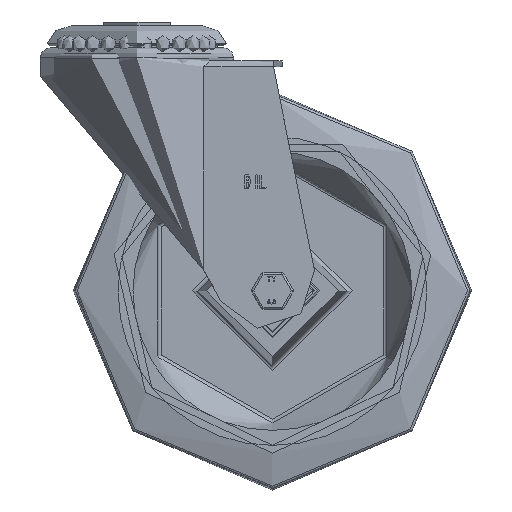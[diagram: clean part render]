
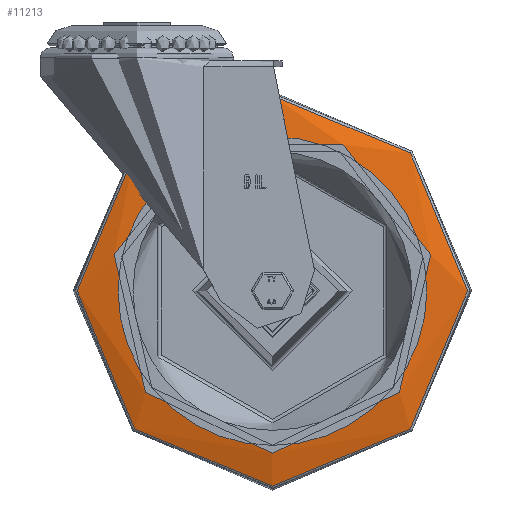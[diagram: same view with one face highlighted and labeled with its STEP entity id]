
A CAD part, front view. The second image highlights one B-rep face of the part: STEP entity #11213.
In plain terms, the highlighted conical face has half-angle 77.125 degrees and reference radius 89.726 mm.
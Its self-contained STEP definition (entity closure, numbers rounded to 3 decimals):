
#1891=FACE_OUTER_BOUND('',#2587,.T.);
#2587=EDGE_LOOP('',(#8266,#8267,#8268,#8269));
#3399=LINE('',#16911,#4115);
#4115=VECTOR('',#13546,89.726);
#4793=CIRCLE('',#12215,97.952);
#4794=CIRCLE('',#12217,81.5);
#5260=VERTEX_POINT('',#16906);
#5261=VERTEX_POINT('',#16910);
#6418=EDGE_CURVE('',#5260,#5260,#4793,.T.);
#6419=EDGE_CURVE('',#5260,#5261,#3399,.T.);
#6420=EDGE_CURVE('',#5261,#5261,#4794,.T.);
#8266=ORIENTED_EDGE('',*,*,#6418,.F.);
#8267=ORIENTED_EDGE('',*,*,#6419,.T.);
#8268=ORIENTED_EDGE('',*,*,#6420,.T.);
#8269=ORIENTED_EDGE('',*,*,#6419,.F.);
#11113=CONICAL_SURFACE('',#12216,89.726,1.346);
#11213=ADVANCED_FACE('',(#1891),#11113,.T.);
#12215=AXIS2_PLACEMENT_3D('',#16908,#13542,#13543);
#12216=AXIS2_PLACEMENT_3D('',#16909,#13544,#13545);
#12217=AXIS2_PLACEMENT_3D('',#16912,#13547,#13548);
#13542=DIRECTION('center_axis',(0.,1.,0.));
#13543=DIRECTION('ref_axis',(0.,0.,
1.));
#13544=DIRECTION('center_axis',(0.,1.,0.));
#13545=DIRECTION('ref_axis',(0.,0.,
1.));
#13546=DIRECTION('',(0.,-0.223,0.975));
#13547=DIRECTION('center_axis',(0.,1.,0.));
#13548=DIRECTION('ref_axis',(0.,0.,
1.));
#16906=CARTESIAN_POINT('',(0.,-19.24,-97.952));
#16908=CARTESIAN_POINT('Origin',(0.,-19.24,
0.));
#16909=CARTESIAN_POINT('Origin',(0.,-21.12,
0.));
#16910=CARTESIAN_POINT('',(0.,-23.,-81.5));
#16911=CARTESIAN_POINT('',(0.,-21.12,-89.726));
#16912=CARTESIAN_POINT('Origin',(0.,-23.,0.));
